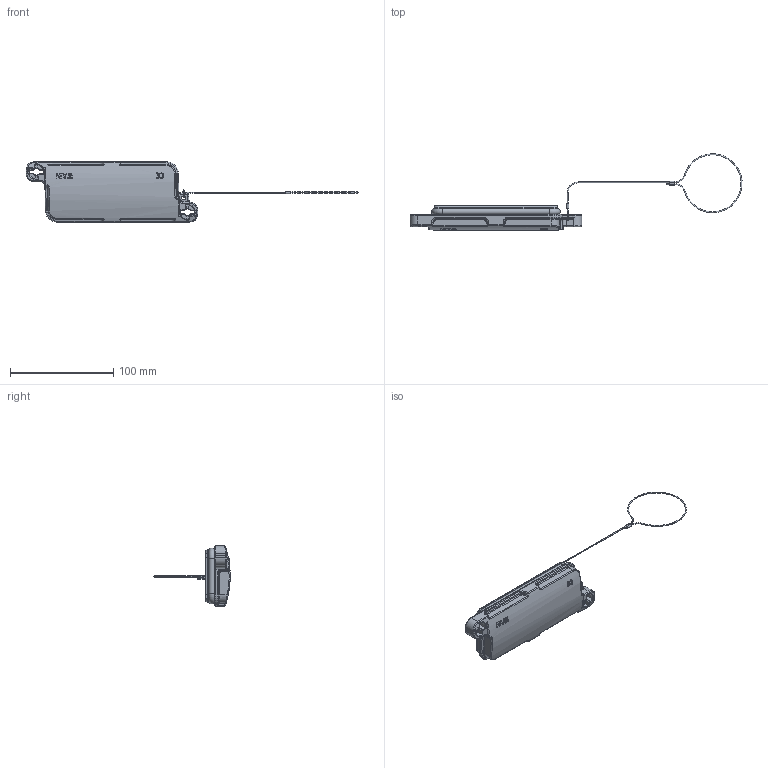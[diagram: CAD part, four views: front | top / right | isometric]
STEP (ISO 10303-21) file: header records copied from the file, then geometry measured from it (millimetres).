
FILE_DESCRIPTION(/* description */ (''),/* implementation_level */ '2;1');
FILE_NAME(/* name */ '3D_1136160408101_HP16B_H-MCV-2T_1_V1.1.stp',/* time_stamp */ '2024-01-23T09:55:39+08:00',/* author */ (''),/* organization */ (''),/* preprocessor_version */ 'ST-DEVELOPER v18.1',/* originating_system */ 'SIEMENS PLM Software NX 1980',/* authorisation */ '');
FILE_SCHEMA (('AP203_CONFIGURATION_CONTROLLED_3D_DESIGN_OF_MECHANICAL_PARTS_AND_ASSEMBLIES_MIM_LF { 1 0 10303 403 2 1 2}'));
Length unit declared in the file: millimetre
Products named in the file (1): temp
Bounding box: 320.89 x 73.69 x 58 mm (x, y, z)
Volume: 50644.3 mm3; surface area: 35192.1 mm2
Topology: 1 solids, 1 shells, 511 faces, 1283 edges, 773 vertices
Faces by surface type: cylinder 176, plane 134, torus 108, bspline 63, sphere 20, cone 10
Entity records: 18889 total; most frequent: CARTESIAN_POINT 7652, ORIENTED_EDGE 2548, DIRECTION 2052, EDGE_CURVE 1274, AXIS2_PLACEMENT_3D 834, VERTEX_POINT 773, EDGE_LOOP 533, ADVANCED_FACE 511
